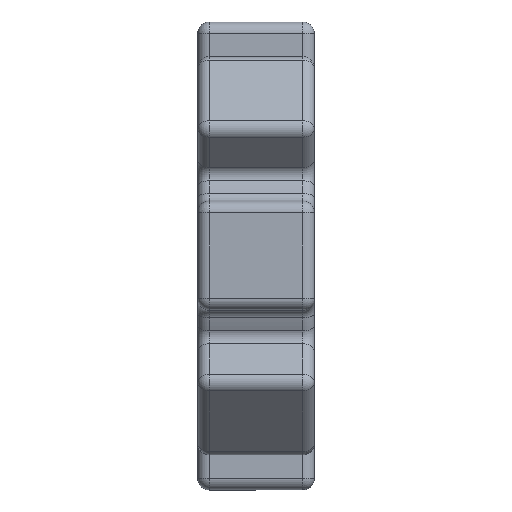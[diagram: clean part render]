
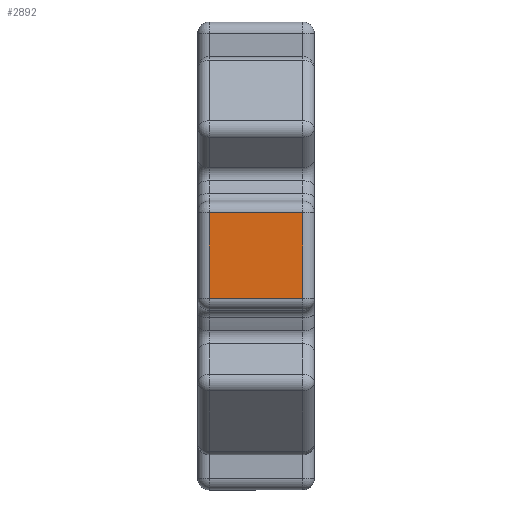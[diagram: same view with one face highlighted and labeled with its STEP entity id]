
A CAD part, top view. The second image highlights one B-rep face of the part: STEP entity #2892.
In plain terms, the highlighted planar face has unit normal (0, 0, 1).
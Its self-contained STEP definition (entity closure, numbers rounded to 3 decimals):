
#60=PLANE('',#3370);
#146=LINE('',#4998,#307);
#148=LINE('',#5013,#309);
#149=LINE('',#5027,#310);
#151=LINE('',#5030,#312);
#307=VECTOR('',#3978,10.);
#309=VECTOR('',#3998,10.);
#310=VECTOR('',#4017,10.);
#312=VECTOR('',#4021,10.);
#662=FACE_OUTER_BOUND('',#861,.T.);
#861=EDGE_LOOP('',(#2582,#2583,#2584,#2585));
#1331=VERTEX_POINT('',#4977);
#1334=VERTEX_POINT('',#4990);
#1338=VERTEX_POINT('',#5007);
#1343=VERTEX_POINT('',#5023);
#1640=EDGE_CURVE('',#1331,#1334,#146,.T.);
#1648=EDGE_CURVE('',#1338,#1331,#148,.T.);
#1655=EDGE_CURVE('',#1334,#1343,#149,.T.);
#1657=EDGE_CURVE('',#1343,#1338,#151,.T.);
#2582=ORIENTED_EDGE('',*,*,#1640,.F.);
#2583=ORIENTED_EDGE('',*,*,#1648,.F.);
#2584=ORIENTED_EDGE('',*,*,#1657,.F.);
#2585=ORIENTED_EDGE('',*,*,#1655,.F.);
#2892=ADVANCED_FACE('',(#662),#60,.F.);
#3370=AXIS2_PLACEMENT_3D('',#5320,#4440,#4441);
#3978=DIRECTION('',(1.,0.,0.));
#3998=DIRECTION('',(0.,1.,0.));
#4017=DIRECTION('',(0.,-1.,0.));
#4021=DIRECTION('',(-1.,0.,0.));
#4440=DIRECTION('center_axis',(0.,0.,
-1.));
#4441=DIRECTION('ref_axis',(-1.,0.,0.));
#4977=CARTESIAN_POINT('',(-43.5,35.5,30.));
#4990=CARTESIAN_POINT('',(-31.5,35.5,30.));
#4998=CARTESIAN_POINT('',(-37.5,35.5,30.));
#5007=CARTESIAN_POINT('',(-43.5,24.5,30.));
#5013=CARTESIAN_POINT('',(-43.5,30.,30.));
#5023=CARTESIAN_POINT('',(-31.5,24.5,30.));
#5027=CARTESIAN_POINT('',(-31.5,30.,30.));
#5030=CARTESIAN_POINT('',(-37.5,24.5,30.));
#5320=CARTESIAN_POINT('Origin',(-37.5,30.,30.));
